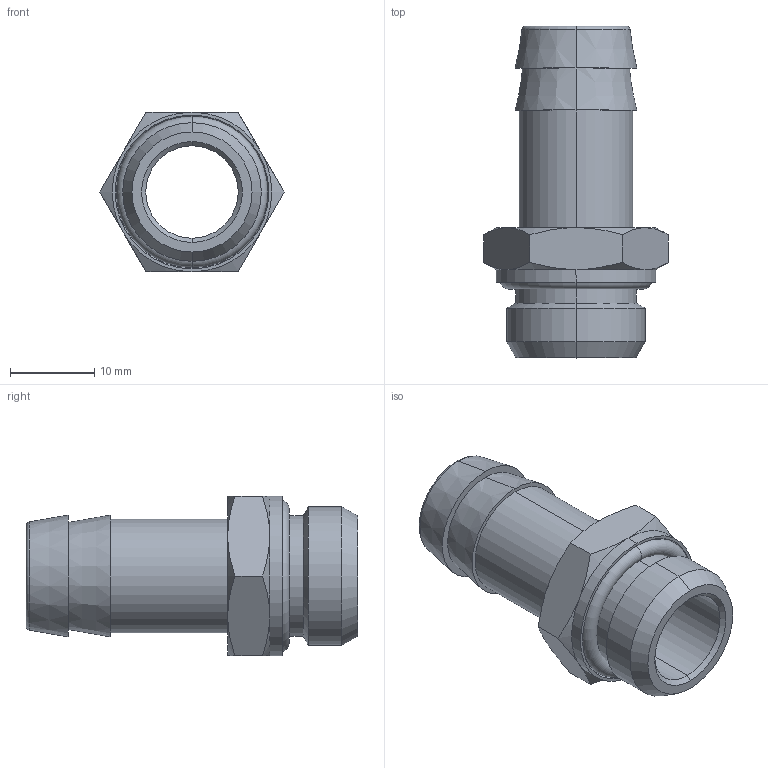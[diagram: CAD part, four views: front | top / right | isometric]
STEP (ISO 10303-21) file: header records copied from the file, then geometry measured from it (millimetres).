
FILE_DESCRIPTION(( 'RA.30A14.38.STEP' ), '1');
FILE_NAME( 'RA.30A14.38.STEP', '2018-11-09T15:47:49',( 'Sopra'),('sopra-pneumatic.com'), 'SwSTEP 2.0','SolidWorks 2009','' );
FILE_SCHEMA (( 'AUTOMOTIVE_DESIGN' ));
Length unit declared in the file: millimetre
Products named in the file (3): 0304400020A; 030440001CN00_RO-1526-1; OR_0002G0021S800 14x2
Assembly tree (2 placements, depth 2):
  0304400020A
    OR_0002G0021S800 14x2
    030440001CN00_RO-1526-1
Bounding box: 21.94 x 39.5 x 19 mm (x, y, z)
Volume: 3470 mm3; surface area: 4125 mm2
Topology: 2 solids, 2 shells, 57 faces, 118 edges, 68 vertices
Faces by surface type: cone 24, plane 13, torus 10, cylinder 10
Entity records: 1752 total; most frequent: CARTESIAN_POINT 384, DIRECTION 284, ORIENTED_EDGE 236, AXIS2_PLACEMENT_3D 128, EDGE_CURVE 118, VERTEX_POINT 68, CIRCLE 66, EDGE_LOOP 64
